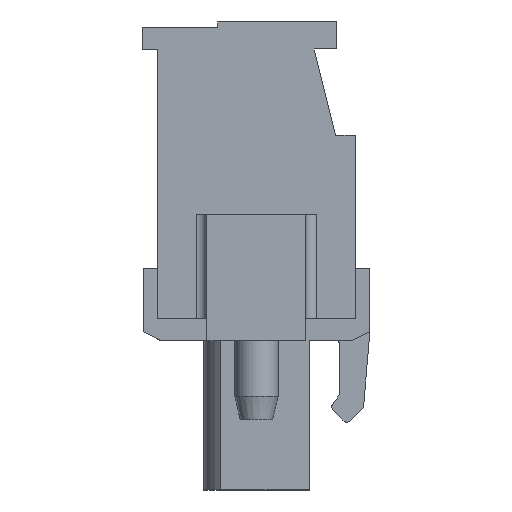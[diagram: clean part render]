
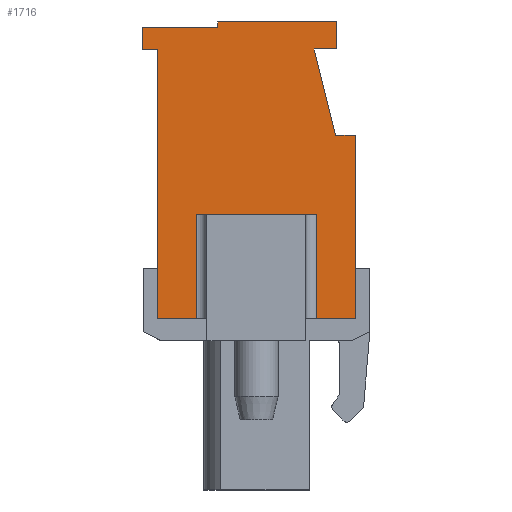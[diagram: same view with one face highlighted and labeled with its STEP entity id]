
A CAD part, left-side view. The second image highlights one B-rep face of the part: STEP entity #1716.
In plain terms, the highlighted planar face has unit normal (-1, 0, 0).
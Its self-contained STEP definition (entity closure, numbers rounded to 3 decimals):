
#1716 = ADVANCED_FACE( '', ( #3491 ), #3492, .T. );
#3491 = FACE_OUTER_BOUND( '', #5357, .T. );
#3492 = PLANE( '', #5358 );
#5357 = EDGE_LOOP( '', ( #10052, #10053, #10054, #10055, #10056, #10057, #10058, #10059, #10060, #10061, #10062, #10063, #10064, #10065, #10066, #10067 ) );
#5358 = AXIS2_PLACEMENT_3D( '', #10068, #10069, #10070 );
#10052 = ORIENTED_EDGE( '', *, *, #12509, .T. );
#10053 = ORIENTED_EDGE( '', *, *, #12870, .T. );
#10054 = ORIENTED_EDGE( '', *, *, #13299, .T. );
#10055 = ORIENTED_EDGE( '', *, *, #13075, .T. );
#10056 = ORIENTED_EDGE( '', *, *, #12505, .T. );
#10057 = ORIENTED_EDGE( '', *, *, #13376, .T. );
#10058 = ORIENTED_EDGE( '', *, *, #13034, .T. );
#10059 = ORIENTED_EDGE( '', *, *, #12939, .T. );
#10060 = ORIENTED_EDGE( '', *, *, #13377, .T. );
#10061 = ORIENTED_EDGE( '', *, *, #13378, .T. );
#10062 = ORIENTED_EDGE( '', *, *, #12253, .T. );
#10063 = ORIENTED_EDGE( '', *, *, #12338, .T. );
#10064 = ORIENTED_EDGE( '', *, *, #13379, .T. );
#10065 = ORIENTED_EDGE( '', *, *, #11697, .T. );
#10066 = ORIENTED_EDGE( '', *, *, #13380, .T. );
#10067 = ORIENTED_EDGE( '', *, *, #11811, .T. );
#10068 = CARTESIAN_POINT( '', ( -10., 0., 0. ) );
#10069 = DIRECTION( '', ( -1., 0., 0. ) );
#10070 = DIRECTION( '', ( 0., 0., 1. ) );
#11697 = EDGE_CURVE( '', #14133, #14134, #14135, .T. );
#11811 = EDGE_CURVE( '', #14337, #14335, #14338, .T. );
#12253 = EDGE_CURVE( '', #15064, #15065, #15066, .T. );
#12338 = EDGE_CURVE( '', #15065, #15198, #15199, .T. );
#12505 = EDGE_CURVE( '', #15457, #15455, #15458, .T. );
#12509 = EDGE_CURVE( '', #14335, #15462, #15464, .T. );
#12870 = EDGE_CURVE( '', #15462, #15996, #15998, .T. );
#12939 = EDGE_CURVE( '', #16092, #16093, #16094, .T. );
#13034 = EDGE_CURVE( '', #16220, #16092, #16221, .T. );
#13075 = EDGE_CURVE( '', #16276, #15457, #16278, .T. );
#13299 = EDGE_CURVE( '', #15996, #16276, #16551, .T. );
#13376 = EDGE_CURVE( '', #15455, #16220, #16642, .T. );
#13377 = EDGE_CURVE( '', #16093, #16643, #16644, .T. );
#13378 = EDGE_CURVE( '', #16643, #15064, #16645, .T. );
#13379 = EDGE_CURVE( '', #15198, #14133, #16646, .T. );
#13380 = EDGE_CURVE( '', #14134, #14337, #16647, .T. );
#14133 = VERTEX_POINT( '', #17635 );
#14134 = VERTEX_POINT( '', #17636 );
#14135 = LINE( '', #17637, #17638 );
#14335 = VERTEX_POINT( '', #17924 );
#14337 = VERTEX_POINT( '', #17927 );
#14338 = LINE( '', #17928, #17929 );
#15064 = VERTEX_POINT( '', #18985 );
#15065 = VERTEX_POINT( '', #18986 );
#15066 = LINE( '', #18987, #18988 );
#15198 = VERTEX_POINT( '', #19177 );
#15199 = LINE( '', #19178, #19179 );
#15455 = VERTEX_POINT( '', #19560 );
#15457 = VERTEX_POINT( '', #19563 );
#15458 = LINE( '', #19564, #19565 );
#15462 = VERTEX_POINT( '', #19570 );
#15464 = LINE( '', #19572, #19573 );
#15996 = VERTEX_POINT( '', #20359 );
#15998 = LINE( '', #20361, #20362 );
#16092 = VERTEX_POINT( '', #20502 );
#16093 = VERTEX_POINT( '', #20503 );
#16094 = LINE( '', #20504, #20505 );
#16220 = VERTEX_POINT( '', #20700 );
#16221 = LINE( '', #20701, #20702 );
#16276 = VERTEX_POINT( '', #20776 );
#16278 = LINE( '', #20778, #20779 );
#16551 = LINE( '', #21187, #21188 );
#16642 = LINE( '', #21323, #21324 );
#16643 = VERTEX_POINT( '', #21325 );
#16644 = LINE( '', #21326, #21327 );
#16645 = LINE( '', #21328, #21329 );
#16646 = LINE( '', #21330, #21331 );
#16647 = LINE( '', #21332, #21333 );
#17635 = CARTESIAN_POINT( '', ( -10., 6.35, 8.725 ) );
#17636 = CARTESIAN_POINT( '', ( -10., 6.35, 7.475 ) );
#17637 = CARTESIAN_POINT( '', ( -10., 6.35, 8.725 ) );
#17638 = VECTOR( '', #21983, 1000. );
#17924 = CARTESIAN_POINT( '', ( -10., 5.5, -7.475 ) );
#17927 = CARTESIAN_POINT( '', ( -10., 5.5, 7.475 ) );
#17928 = CARTESIAN_POINT( '', ( -10., 5.5, 7.475 ) );
#17929 = VECTOR( '', #22101, 1000. );
#18985 = CARTESIAN_POINT( '', ( -10., -4.45, 9.025 ) );
#18986 = CARTESIAN_POINT( '', ( -10., 2.15, 9.025 ) );
#18987 = CARTESIAN_POINT( '', ( -10., -4.45, 9.025 ) );
#18988 = VECTOR( '', #22533, 1000. );
#19177 = CARTESIAN_POINT( '', ( -10., 2.15, 8.725 ) );
#19178 = CARTESIAN_POINT( '', ( -10., 2.15, 9.025 ) );
#19179 = VECTOR( '', #22630, 1000. );
#19560 = CARTESIAN_POINT( '', ( -10., -5.5, -7.475 ) );
#19563 = CARTESIAN_POINT( '', ( -10., -3.35, -7.475 ) );
#19564 = CARTESIAN_POINT( '', ( -10., 5.5, -7.475 ) );
#19565 = VECTOR( '', #22795, 1000. );
#19570 = CARTESIAN_POINT( '', ( -10., 3.35, -7.475 ) );
#19572 = CARTESIAN_POINT( '', ( -10., 5.5, -7.475 ) );
#19573 = VECTOR( '', #22803, 1000. );
#20359 = CARTESIAN_POINT( '', ( -10., 3.35, -1.675 ) );
#20361 = CARTESIAN_POINT( '', ( -10., 3.35, -1.675 ) );
#20362 = VECTOR( '', #23131, 1000. );
#20502 = CARTESIAN_POINT( '', ( -10., -4.4, 2.725 ) );
#20503 = CARTESIAN_POINT( '', ( -10., -3.2, 7.525 ) );
#20504 = CARTESIAN_POINT( '', ( -10., -4.4, 2.725 ) );
#20505 = VECTOR( '', #23181, 1000. );
#20700 = CARTESIAN_POINT( '', ( -10., -5.5, 2.725 ) );
#20701 = CARTESIAN_POINT( '', ( -10., -5.5, 2.725 ) );
#20702 = VECTOR( '', #23254, 1000. );
#20776 = CARTESIAN_POINT( '', ( -10., -3.35, -1.675 ) );
#20778 = CARTESIAN_POINT( '', ( -10., -3.35, -7.475 ) );
#20779 = VECTOR( '', #23301, 1000. );
#21187 = CARTESIAN_POINT( '', ( -10., 2.75, -1.675 ) );
#21188 = VECTOR( '', #23461, 1000. );
#21323 = CARTESIAN_POINT( '', ( -10., -5.5, -7.475 ) );
#21324 = VECTOR( '', #23511, 1000. );
#21325 = CARTESIAN_POINT( '', ( -10., -4.45, 7.525 ) );
#21326 = CARTESIAN_POINT( '', ( -10., -3.2, 7.525 ) );
#21327 = VECTOR( '', #23512, 1000. );
#21328 = CARTESIAN_POINT( '', ( -10., -4.45, 7.525 ) );
#21329 = VECTOR( '', #23513, 1000. );
#21330 = CARTESIAN_POINT( '', ( -10., 2.15, 8.725 ) );
#21331 = VECTOR( '', #23514, 1000. );
#21332 = CARTESIAN_POINT( '', ( -10., 6.35, 7.475 ) );
#21333 = VECTOR( '', #23515, 1000. );
#21983 = DIRECTION( '', ( 0., 0., -1. ) );
#22101 = DIRECTION( '', ( 0., 0., -1. ) );
#22533 = DIRECTION( '', ( 0., 1., 0. ) );
#22630 = DIRECTION( '', ( 0., 0., -1. ) );
#22795 = DIRECTION( '', ( 0., -1., 0. ) );
#22803 = DIRECTION( '', ( 0., -1., 0. ) );
#23131 = DIRECTION( '', ( 0., 0., 1. ) );
#23181 = DIRECTION( '', ( 0., 0.243, 0.97 ) );
#23254 = DIRECTION( '', ( 0., 1., 0. ) );
#23301 = DIRECTION( '', ( 0., 0., -1. ) );
#23461 = DIRECTION( '', ( 0., -1., 0. ) );
#23511 = DIRECTION( '', ( 0., 0., 1. ) );
#23512 = DIRECTION( '', ( 0., -1., 0. ) );
#23513 = DIRECTION( '', ( 0., 0., 1. ) );
#23514 = DIRECTION( '', ( 0., 1., 0. ) );
#23515 = DIRECTION( '', ( 0., -1., 0. ) );
